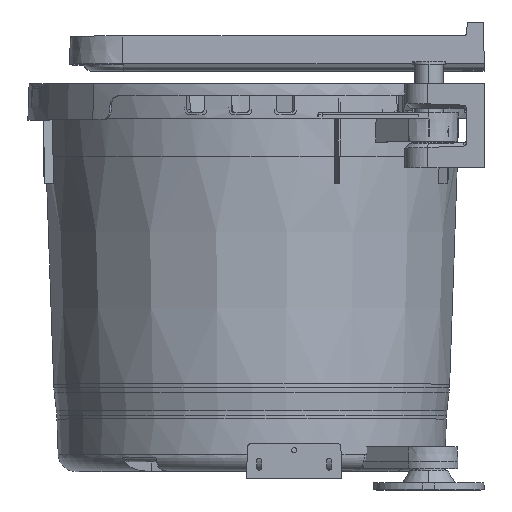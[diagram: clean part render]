
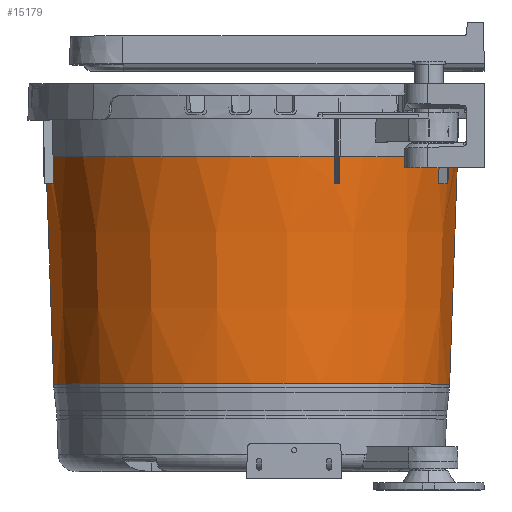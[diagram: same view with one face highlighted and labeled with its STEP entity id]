
A CAD part, top view. The second image highlights one B-rep face of the part: STEP entity #15179.
In plain terms, the highlighted conical face has half-angle 2 degrees and reference radius 173.25 mm.
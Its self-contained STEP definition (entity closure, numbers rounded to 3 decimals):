
#98=DIRECTION('',(0.035,0.999,0.));
#99=VECTOR('',#98,195.119);
#100=CARTESIAN_POINT('',(169.845,75.,0.));
#101=LINE('',#100,#99);
#1358=CARTESIAN_POINT('',(71.077,270.,161.725));
#1373=CARTESIAN_POINT('',(-170.414,270.,46.54));
#1519=CARTESIAN_POINT('',(161.725,270.,71.077));
#1688=CARTESIAN_POINT('',(-170.853,270.,44.902));
#1859=CARTESIAN_POINT('',(161.035,270.,72.626));
#1874=CARTESIAN_POINT('',(72.626,270.,161.035));
#1940=CARTESIAN_POINT('',(0.,247.,0.));
#1941=DIRECTION('',(0.,1.,0.));
#1942=DIRECTION('',(-0.967,0.,0.255));
#1943=AXIS2_PLACEMENT_3D('',#1940,#1941,#1942);
#1948=CARTESIAN_POINT('',(-170.414,270.,46.54));
#1949=CARTESIAN_POINT('',(-170.164,262.333,46.438));
#1950=CARTESIAN_POINT('',(-169.914,254.667,46.337));
#1951=CARTESIAN_POINT('',(-169.665,247.,46.235));
#1956=CARTESIAN_POINT('',(0.,270.,0.));
#1957=DIRECTION('',(0.,1.,0.));
#1958=DIRECTION('',(-0.965,0.,0.263));
#1959=AXIS2_PLACEMENT_3D('',#1956,#1957,#1958);
#1964=CARTESIAN_POINT('',(70.842,247.,160.951));
#1965=CARTESIAN_POINT('',(70.92,254.667,161.209));
#1966=CARTESIAN_POINT('',(70.998,262.333,161.467));
#1967=CARTESIAN_POINT('',(71.077,270.,161.725));
#1972=CARTESIAN_POINT('',(0.,247.,0.));
#1973=DIRECTION('',(0.,1.,0.));
#1974=DIRECTION('',(0.403,0.,0.915));
#1975=AXIS2_PLACEMENT_3D('',#1972,#1973,#1974);
#1980=CARTESIAN_POINT('',(72.626,270.,161.035));
#1981=CARTESIAN_POINT('',(72.486,262.333,160.805));
#1982=CARTESIAN_POINT('',(72.347,254.667,160.574));
#1983=CARTESIAN_POINT('',(72.207,247.,160.343));
#1988=CARTESIAN_POINT('',(0.,270.,0.));
#1989=DIRECTION('',(0.,1.,0.));
#1990=DIRECTION('',(0.411,0.,0.912));
#1991=AXIS2_PLACEMENT_3D('',#1988,#1989,#1990);
#1996=CARTESIAN_POINT('',(160.343,247.,72.207));
#1997=CARTESIAN_POINT('',(160.574,254.667,72.347));
#1998=CARTESIAN_POINT('',(160.805,262.333,72.486));
#1999=CARTESIAN_POINT('',(161.035,270.,72.626));
#2004=CARTESIAN_POINT('',(0.,247.,0.));
#2005=DIRECTION('',(0.,1.,0.));
#2006=DIRECTION('',(0.912,0.,0.411));
#2007=AXIS2_PLACEMENT_3D('',#2004,#2005,#2006);
#2012=CARTESIAN_POINT('',(161.725,270.,71.077));
#2013=CARTESIAN_POINT('',(161.467,262.333,70.998));
#2014=CARTESIAN_POINT('',(161.209,254.667,70.92));
#2015=CARTESIAN_POINT('',(160.951,247.,70.842));
#2020=CARTESIAN_POINT('',(0.,270.,0.));
#2021=DIRECTION('',(0.,1.,0.));
#2022=DIRECTION('',(0.915,0.,0.402));
#2023=AXIS2_PLACEMENT_3D('',#2020,#2021,#2022);
#2028=CARTESIAN_POINT('',(0.,75.,0.));
#2029=DIRECTION('',(0.,1.,0.));
#2030=DIRECTION('',(-1.,0.,0.));
#2031=AXIS2_PLACEMENT_3D('',#2028,#2029,#2030);
#2036=DIRECTION('',(-0.035,0.999,0.));
#2037=VECTOR('',#2036,195.119);
#2038=CARTESIAN_POINT('',(-169.845,75.,0.));
#2039=LINE('',#2038,#2037);
#2043=CARTESIAN_POINT('',(0.,270.,0.));
#2044=DIRECTION('',(0.,1.,0.));
#2045=DIRECTION('',(-1.,0.,0.));
#2046=AXIS2_PLACEMENT_3D('',#2043,#2044,#2045);
#2051=CARTESIAN_POINT('',(-170.051,247.,44.791));
#2052=CARTESIAN_POINT('',(-170.319,254.667,44.828));
#2053=CARTESIAN_POINT('',(-170.586,262.333,44.865));
#2054=CARTESIAN_POINT('',(-170.853,270.,44.902));
#13272=CARTESIAN_POINT('',(70.842,247.,160.951));
#13273=VERTEX_POINT('',#13272);
#13274=CARTESIAN_POINT('',(72.207,247.,160.343));
#13275=VERTEX_POINT('',#13274);
#13318=CARTESIAN_POINT('',(-170.051,247.,44.791));
#13319=VERTEX_POINT('',#13318);
#13320=CARTESIAN_POINT('',(-169.665,247.,46.235));
#13321=VERTEX_POINT('',#13320);
#13322=CARTESIAN_POINT('',(160.343,247.,72.207));
#13323=VERTEX_POINT('',#13322);
#13324=CARTESIAN_POINT('',(160.951,247.,70.842));
#13325=VERTEX_POINT('',#13324);
#13569=VERTEX_POINT('',#1358);
#13572=VERTEX_POINT('',#1874);
#13574=VERTEX_POINT('',#1373);
#13575=VERTEX_POINT('',#1859);
#13578=VERTEX_POINT('',#1519);
#13920=VERTEX_POINT('',#1688);
#13921=CARTESIAN_POINT('',(169.845,75.,0.));
#13922=CARTESIAN_POINT('',(-169.845,75.,0.));
#13923=VERTEX_POINT('',#13921);
#13924=VERTEX_POINT('',#13922);
#13925=CARTESIAN_POINT('',(176.655,270.,0.));
#13926=VERTEX_POINT('',#13925);
#13927=CARTESIAN_POINT('',(-176.655,270.,0.));
#13928=VERTEX_POINT('',#13927);
#15151=CARTESIAN_POINT('',(0.,172.5,0.));
#15152=DIRECTION('',(0.,1.,0.));
#15153=DIRECTION('',(1.,0.,0.));
#15154=AXIS2_PLACEMENT_3D('',#15151,#15152,#15153);
#15155=CONICAL_SURFACE('',#15154,173.25,2.);
#15156=ORIENTED_EDGE('',*,*,#14183,.T.);
#15158=ORIENTED_EDGE('',*,*,#15157,.F.);
#15159=ORIENTED_EDGE('',*,*,#14948,.T.);
#15160=ORIENTED_EDGE('',*,*,#14233,.F.);
#15161=ORIENTED_EDGE('',*,*,#14167,.T.);
#15163=ORIENTED_EDGE('',*,*,#15162,.F.);
#15164=ORIENTED_EDGE('',*,*,#15128,.T.);
#15166=ORIENTED_EDGE('',*,*,#15165,.F.);
#15167=ORIENTED_EDGE('',*,*,#14199,.T.);
#15169=ORIENTED_EDGE('',*,*,#15168,.F.);
#15170=ORIENTED_EDGE('',*,*,#15005,.T.);
#15171=ORIENTED_EDGE('',*,*,#14147,.F.);
#15172=ORIENTED_EDGE('',*,*,#14122,.F.);
#15173=ORIENTED_EDGE('',*,*,#14144,.T.);
#15174=ORIENTED_EDGE('',*,*,#15069,.T.);
#15176=ORIENTED_EDGE('',*,*,#15175,.F.);
#15177=EDGE_LOOP('',(#15156,#15158,#15159,#15160,#15161,#15163,#15164,#15166,
#15167,#15169,#15170,#15171,#15172,#15173,#15174,#15176));
#15178=FACE_OUTER_BOUND('',#15177,.F.);
#1944=CIRCLE('',#1943,175.852);
#1952=B_SPLINE_CURVE_WITH_KNOTS('',3,(#1948,#1949,#1950,#1951),.UNSPECIFIED.,
.F.,.F.,(4,4),(0.,1.),.UNSPECIFIED.);
#1960=CIRCLE('',#1959,176.655);
#1968=B_SPLINE_CURVE_WITH_KNOTS('',3,(#1964,#1965,#1966,#1967),.UNSPECIFIED.,
.F.,.F.,(4,4),(0.,1.),.UNSPECIFIED.);
#1976=CIRCLE('',#1975,175.852);
#1984=B_SPLINE_CURVE_WITH_KNOTS('',3,(#1980,#1981,#1982,#1983),.UNSPECIFIED.,
.F.,.F.,(4,4),(0.,1.),.UNSPECIFIED.);
#1992=CIRCLE('',#1991,176.655);
#2000=B_SPLINE_CURVE_WITH_KNOTS('',3,(#1996,#1997,#1998,#1999),.UNSPECIFIED.,
.F.,.F.,(4,4),(0.,1.),.UNSPECIFIED.);
#2008=CIRCLE('',#2007,175.852);
#2016=B_SPLINE_CURVE_WITH_KNOTS('',3,(#2012,#2013,#2014,#2015),.UNSPECIFIED.,
.F.,.F.,(4,4),(0.,1.),.UNSPECIFIED.);
#2024=CIRCLE('',#2023,176.655);
#2032=CIRCLE('',#2031,169.845);
#2047=CIRCLE('',#2046,176.655);
#2055=B_SPLINE_CURVE_WITH_KNOTS('',3,(#2051,#2052,#2053,#2054),.UNSPECIFIED.,
.F.,.F.,(4,4),(0.,1.),.UNSPECIFIED.);
#14122=EDGE_CURVE('',#13924,#13923,#2032,.T.);
#14144=EDGE_CURVE('',#13924,#13928,#2039,.T.);
#14147=EDGE_CURVE('',#13923,#13926,#101,.T.);
#14167=EDGE_CURVE('',#13273,#13275,#1976,.T.);
#14183=EDGE_CURVE('',#13319,#13321,#1944,.T.);
#14199=EDGE_CURVE('',#13323,#13325,#2008,.T.);
#14233=EDGE_CURVE('',#13273,#13569,#1968,.T.);
#14948=EDGE_CURVE('',#13574,#13569,#1960,.T.);
#15005=EDGE_CURVE('',#13578,#13926,#2024,.T.);
#15069=EDGE_CURVE('',#13928,#13920,#2047,.T.);
#15128=EDGE_CURVE('',#13572,#13575,#1992,.T.);
#15157=EDGE_CURVE('',#13574,#13321,#1952,.T.);
#15162=EDGE_CURVE('',#13572,#13275,#1984,.T.);
#15165=EDGE_CURVE('',#13323,#13575,#2000,.T.);
#15168=EDGE_CURVE('',#13578,#13325,#2016,.T.);
#15175=EDGE_CURVE('',#13319,#13920,#2055,.T.);
#15179=ADVANCED_FACE('',(#15178),#15155,.T.);
